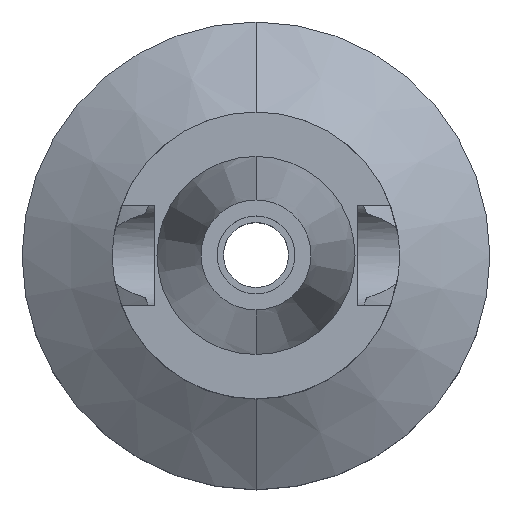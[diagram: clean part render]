
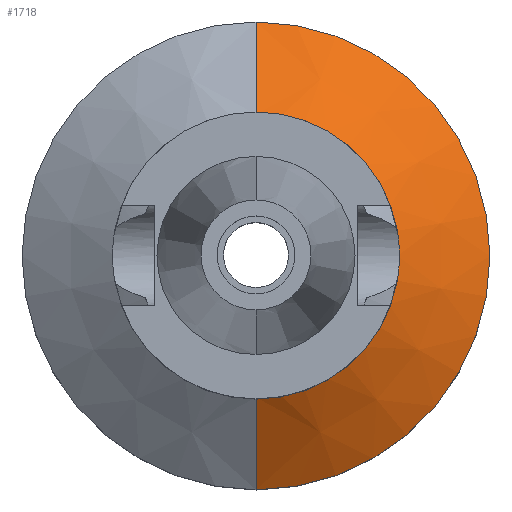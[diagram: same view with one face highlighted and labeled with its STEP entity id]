
A CAD part, top view. The second image highlights one B-rep face of the part: STEP entity #1718.
In plain terms, the highlighted conical face has half-angle 56.76 degrees and reference radius 30.1 mm.
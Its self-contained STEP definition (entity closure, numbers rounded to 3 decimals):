
#661=DIRECTION('',(0.,0.836,-0.548));
#662=VECTOR('',#661,17.695);
#663=CARTESIAN_POINT('',(0.,22.7,-30.845));
#664=LINE('',#663,#662);
#668=CARTESIAN_POINT('',(0.,0.,-40.545));
#669=DIRECTION('',(0.,0.,-1.));
#670=DIRECTION('',(0.,1.,0.));
#671=AXIS2_PLACEMENT_3D('',#668,#669,#670);
#676=CARTESIAN_POINT('',(0.,0.,-30.845));
#677=DIRECTION('',(0.,0.,1.));
#678=DIRECTION('',(0.,-1.,0.));
#679=AXIS2_PLACEMENT_3D('',#676,#677,#678);
#692=DIRECTION('',(0.,-0.836,-0.548));
#693=VECTOR('',#692,17.695);
#694=CARTESIAN_POINT('',(0.,-22.7,-30.845));
#695=LINE('',#694,#693);
#1155=CARTESIAN_POINT('',(0.,37.5,-40.545));
#1156=VERTEX_POINT('',#1155);
#1157=CARTESIAN_POINT('',(0.,-37.5,-40.545));
#1158=VERTEX_POINT('',#1157);
#1159=CARTESIAN_POINT('',(0.,22.7,-30.845));
#1160=VERTEX_POINT('',#1159);
#1161=CARTESIAN_POINT('',(0.,-22.7,-30.845));
#1162=VERTEX_POINT('',#1161);
#1704=CARTESIAN_POINT('',(0.,0.,-35.695));
#1705=DIRECTION('',(0.,0.,-1.));
#1706=DIRECTION('',(0.,-1.,0.));
#1707=AXIS2_PLACEMENT_3D('',#1704,#1705,#1706);
#1708=CONICAL_SURFACE('',#1707,30.1,56.76);
#1710=ORIENTED_EDGE('',*,*,#1709,.T.);
#1712=ORIENTED_EDGE('',*,*,#1711,.T.);
#1714=ORIENTED_EDGE('',*,*,#1713,.F.);
#1715=ORIENTED_EDGE('',*,*,#1697,.T.);
#1716=EDGE_LOOP('',(#1710,#1712,#1714,#1715));
#1717=FACE_OUTER_BOUND('',#1716,.F.);
#672=CIRCLE('',#671,37.5);
#680=CIRCLE('',#679,22.7);
#1697=EDGE_CURVE('',#1162,#1160,#680,.T.);
#1709=EDGE_CURVE('',#1160,#1156,#664,.T.);
#1711=EDGE_CURVE('',#1156,#1158,#672,.T.);
#1713=EDGE_CURVE('',#1162,#1158,#695,.T.);
#1718=ADVANCED_FACE('',(#1717),#1708,.T.);
